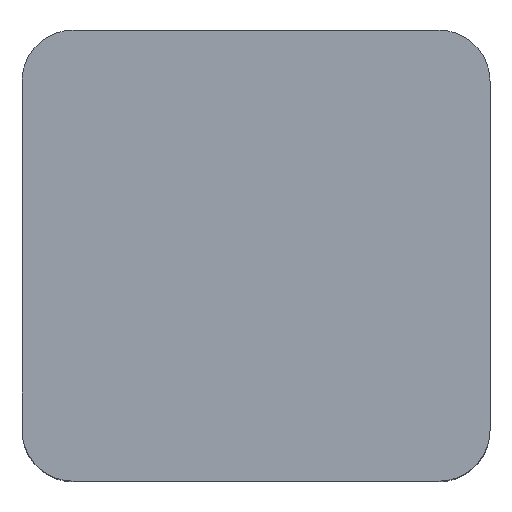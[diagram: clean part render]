
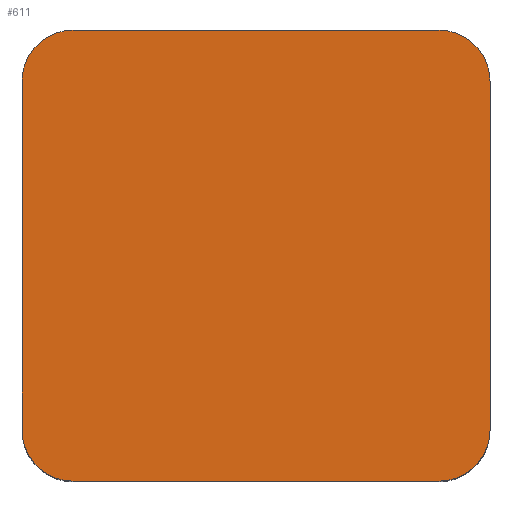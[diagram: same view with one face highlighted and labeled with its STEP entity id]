
A CAD part, top view. The second image highlights one B-rep face of the part: STEP entity #611.
In plain terms, the highlighted planar face has unit normal (0, 0, 1).
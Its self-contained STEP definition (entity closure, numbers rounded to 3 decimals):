
#204 = VERTEX_POINT('',#205);
#205 = CARTESIAN_POINT('',(-2.15,2.65,4.6));
#211 = EDGE_CURVE('',#204,#212,#214,.T.);
#212 = VERTEX_POINT('',#213);
#213 = CARTESIAN_POINT('',(2.15,2.65,4.6));
#214 = LINE('',#215,#216);
#215 = CARTESIAN_POINT('',(-2.75,2.65,4.6));
#216 = VECTOR('',#217,1.);
#217 = DIRECTION('',(1.,0.,0.));
#235 = VERTEX_POINT('',#236);
#236 = CARTESIAN_POINT('',(-2.75,2.05,4.6));
#242 = EDGE_CURVE('',#204,#235,#243,.T.);
#243 = CIRCLE('',#244,0.6);
#244 = AXIS2_PLACEMENT_3D('',#245,#246,#247);
#245 = CARTESIAN_POINT('',(-2.15,2.05,4.6));
#246 = DIRECTION('',(-0.,0.,1.));
#247 = DIRECTION('',(0.,-1.,0.));
#260 = VERTEX_POINT('',#261);
#261 = CARTESIAN_POINT('',(2.75,2.05,4.6));
#267 = EDGE_CURVE('',#212,#260,#268,.T.);
#268 = CIRCLE('',#269,0.6);
#269 = AXIS2_PLACEMENT_3D('',#270,#271,#272);
#270 = CARTESIAN_POINT('',(2.15,2.05,4.6));
#271 = DIRECTION('',(-0.,-0.,-1.));
#272 = DIRECTION('',(0.,-1.,0.));
#285 = VERTEX_POINT('',#286);
#286 = CARTESIAN_POINT('',(-2.75,-2.05,4.6));
#292 = EDGE_CURVE('',#285,#235,#293,.T.);
#293 = LINE('',#294,#295);
#294 = CARTESIAN_POINT('',(-2.75,-2.65,4.6));
#295 = VECTOR('',#296,1.);
#296 = DIRECTION('',(0.,1.,0.));
#309 = EDGE_CURVE('',#260,#310,#312,.T.);
#310 = VERTEX_POINT('',#311);
#311 = CARTESIAN_POINT('',(2.75,-2.05,4.6));
#312 = LINE('',#313,#314);
#313 = CARTESIAN_POINT('',(2.75,2.65,4.6));
#314 = VECTOR('',#315,1.);
#315 = DIRECTION('',(0.,-1.,0.));
#333 = EDGE_CURVE('',#334,#285,#336,.T.);
#334 = VERTEX_POINT('',#335);
#335 = CARTESIAN_POINT('',(-2.15,-2.65,4.6));
#336 = CIRCLE('',#337,0.6);
#337 = AXIS2_PLACEMENT_3D('',#338,#339,#340);
#338 = CARTESIAN_POINT('',(-2.15,-2.05,4.6));
#339 = DIRECTION('',(-0.,-0.,-1.));
#340 = DIRECTION('',(0.,-1.,0.));
#358 = VERTEX_POINT('',#359);
#359 = CARTESIAN_POINT('',(2.15,-2.65,4.6));
#365 = EDGE_CURVE('',#310,#358,#366,.T.);
#366 = CIRCLE('',#367,0.6);
#367 = AXIS2_PLACEMENT_3D('',#368,#369,#370);
#368 = CARTESIAN_POINT('',(2.15,-2.05,4.6));
#369 = DIRECTION('',(-0.,-0.,-1.));
#370 = DIRECTION('',(0.,-1.,0.));
#383 = EDGE_CURVE('',#358,#334,#384,.T.);
#384 = LINE('',#385,#386);
#385 = CARTESIAN_POINT('',(2.75,-2.65,4.6));
#386 = VECTOR('',#387,1.);
#387 = DIRECTION('',(-1.,0.,0.));
#611 = ADVANCED_FACE('',(#612),#622,.T.);
#612 = FACE_BOUND('',#613,.T.);
#613 = EDGE_LOOP('',(#614,#615,#616,#617,#618,#619,#620,#621));
#614 = ORIENTED_EDGE('',*,*,#211,.F.);
#615 = ORIENTED_EDGE('',*,*,#242,.T.);
#616 = ORIENTED_EDGE('',*,*,#292,.F.);
#617 = ORIENTED_EDGE('',*,*,#333,.F.);
#618 = ORIENTED_EDGE('',*,*,#383,.F.);
#619 = ORIENTED_EDGE('',*,*,#365,.F.);
#620 = ORIENTED_EDGE('',*,*,#309,.F.);
#621 = ORIENTED_EDGE('',*,*,#267,.F.);
#622 = PLANE('',#623);
#623 = AXIS2_PLACEMENT_3D('',#624,#625,#626);
#624 = CARTESIAN_POINT('',(0.,0.,4.6));
#625 = DIRECTION('',(0.,0.,1.));
#626 = DIRECTION('',(1.,0.,0.));
